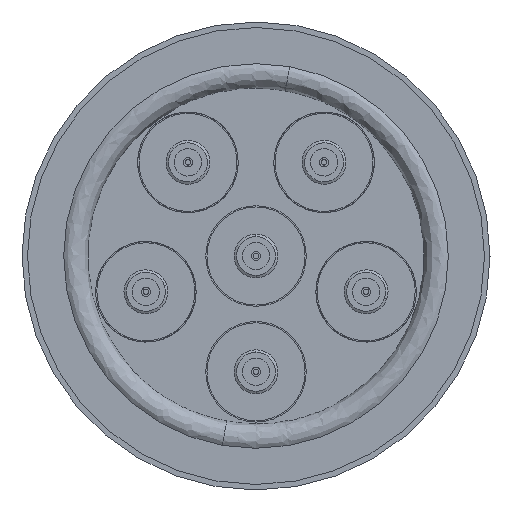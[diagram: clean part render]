
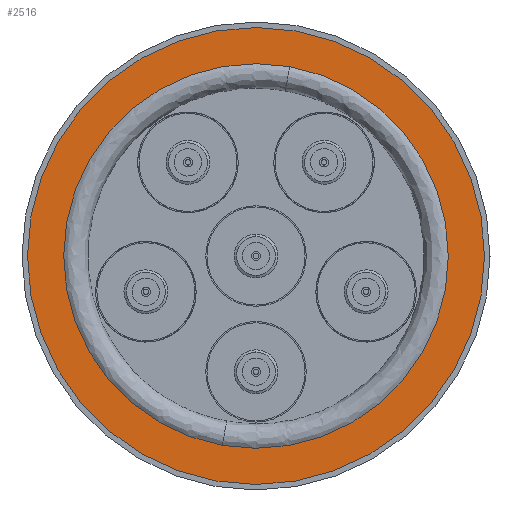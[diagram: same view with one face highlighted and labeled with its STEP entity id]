
A CAD part, left-side view. The second image highlights one B-rep face of the part: STEP entity #2516.
In plain terms, the highlighted face is planar.
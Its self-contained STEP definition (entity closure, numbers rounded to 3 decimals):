
#44 = DIRECTION ( 'NONE',  ( -1., 0., 0. ) ) ;
#60 = DIRECTION ( 'NONE',  ( 0., 0., 1. ) ) ;
#78 = PLANE ( 'NONE',  #266 ) ;
#120 = DIRECTION ( 'NONE',  ( 1., 0., 0. ) ) ;
#266 = AXIS2_PLACEMENT_3D ( 'NONE', #955, #2453, #667 ) ;
#287 = CIRCLE ( 'NONE', #2778, 31.564 ) ;
#336 = ORIENTED_EDGE ( 'NONE', *, *, #2005, .F. ) ;
#530 = CIRCLE ( 'NONE', #623, 37.5 ) ;
#595 = EDGE_LOOP ( 'NONE', ( #1467, #1542 ) ) ;
#623 = AXIS2_PLACEMENT_3D ( 'NONE', #2630, #1343, #44 ) ;
#667 = DIRECTION ( 'NONE',  ( 1., 0., 0. ) ) ;
#955 = CARTESIAN_POINT ( 'NONE',  ( 31.564, 0., 1.95 ) ) ;
#1085 = EDGE_LOOP ( 'NONE', ( #2701, #336 ) ) ;
#1279 = CARTESIAN_POINT ( 'NONE',  ( 31.564, 0., 1.95 ) ) ;
#1343 = DIRECTION ( 'NONE',  ( 0., 0., 1. ) ) ;
#1361 = CARTESIAN_POINT ( 'NONE',  ( 0., 0., 1.95 ) ) ;
#1427 = DIRECTION ( 'NONE',  ( 0., 0., 1. ) ) ;
#1467 = ORIENTED_EDGE ( 'NONE', *, *, #2125, .T. ) ;
#1487 = FACE_BOUND ( 'NONE', #1085, .T. ) ;
#1496 = DIRECTION ( 'NONE',  ( 0., 0., 1. ) ) ;
#1497 = AXIS2_PLACEMENT_3D ( 'NONE', #1361, #60, #1588 ) ;
#1542 = ORIENTED_EDGE ( 'NONE', *, *, #2348, .T. ) ;
#1560 = CARTESIAN_POINT ( 'NONE',  ( -31.564, 0., 1.95 ) ) ;
#1588 = DIRECTION ( 'NONE',  ( 1., 0., 0. ) ) ;
#1767 = CARTESIAN_POINT ( 'NONE',  ( -37.5, 0., 1.95 ) ) ;
#1801 = VERTEX_POINT ( 'NONE', #1279 ) ;
#1845 = CIRCLE ( 'NONE', #2742, 37.5 ) ;
#1972 = FACE_OUTER_BOUND ( 'NONE', #595, .T. ) ;
#2005 = EDGE_CURVE ( 'NONE', #2566, #1801, #287, .T. ) ;
#2107 = CIRCLE ( 'NONE', #1497, 31.564 ) ;
#2125 = EDGE_CURVE ( 'NONE', #2573, #2329, #1845, .T. ) ;
#2329 = VERTEX_POINT ( 'NONE', #2623 ) ;
#2338 = DIRECTION ( 'NONE',  ( -1., 0., 0. ) ) ;
#2348 = EDGE_CURVE ( 'NONE', #2329, #2573, #530, .T. ) ;
#2437 = EDGE_CURVE ( 'NONE', #1801, #2566, #2107, .T. ) ;
#2453 = DIRECTION ( 'NONE',  ( 0., 0., 1. ) ) ;
#2516 = ADVANCED_FACE ( 'NONE', ( #1487, #1972 ), #78, .T. ) ;
#2566 = VERTEX_POINT ( 'NONE', #1560 ) ;
#2573 = VERTEX_POINT ( 'NONE', #1767 ) ;
#2623 = CARTESIAN_POINT ( 'NONE',  ( 37.5, 0., 1.95 ) ) ;
#2630 = CARTESIAN_POINT ( 'NONE',  ( 0., 0., 1.95 ) ) ;
#2701 = ORIENTED_EDGE ( 'NONE', *, *, #2437, .F. ) ;
#2707 = CARTESIAN_POINT ( 'NONE',  ( 0., 0., 1.95 ) ) ;
#2742 = AXIS2_PLACEMENT_3D ( 'NONE', #2766, #1496, #2338 ) ;
#2766 = CARTESIAN_POINT ( 'NONE',  ( 0., 0., 1.95 ) ) ;
#2778 = AXIS2_PLACEMENT_3D ( 'NONE', #2707, #1427, #120 ) ;
